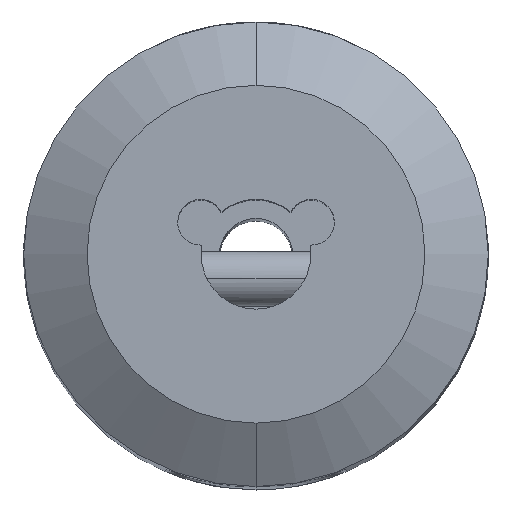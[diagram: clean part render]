
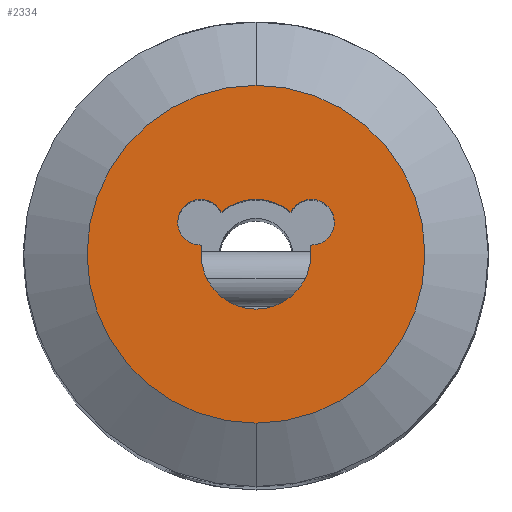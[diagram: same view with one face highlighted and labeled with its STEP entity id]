
A CAD part, top view. The second image highlights one B-rep face of the part: STEP entity #2334.
In plain terms, the highlighted planar face has unit normal (0, 0, 1).
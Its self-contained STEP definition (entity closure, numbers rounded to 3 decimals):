
#47 = VERTEX_POINT ( 'NONE', #3746 ) ;
#209 = VERTEX_POINT ( 'NONE', #1077 ) ;
#238 = DIRECTION ( 'NONE',  ( 1., 0., 0. ) ) ;
#294 = DIRECTION ( 'NONE',  ( 0., 0., 1. ) ) ;
#317 = CIRCLE ( 'NONE', #2345, 3. ) ;
#347 = ORIENTED_EDGE ( 'NONE', *, *, #2232, .T. ) ;
#356 = VERTEX_POINT ( 'NONE', #1760 ) ;
#388 = VERTEX_POINT ( 'NONE', #1145 ) ;
#443 = DIRECTION ( 'NONE',  ( 0., -1., 0. ) ) ;
#494 = CARTESIAN_POINT ( 'NONE',  ( 0., 0., 0. ) ) ;
#555 = AXIS2_PLACEMENT_3D ( 'NONE', #633, #2751, #3080 ) ;
#557 = DIRECTION ( 'NONE',  ( 0., 0., 1. ) ) ;
#593 = EDGE_CURVE ( 'NONE', #209, #3668, #968, .T. ) ;
#632 = ORIENTED_EDGE ( 'NONE', *, *, #593, .F. ) ;
#633 = CARTESIAN_POINT ( 'NONE',  ( 0., 0., 0. ) ) ;
#720 = EDGE_LOOP ( 'NONE', ( #632, #3397, #1342, #3159, #3770, #3796, #2316 ) ) ;
#819 = DIRECTION ( 'NONE',  ( 0., 0., 1. ) ) ;
#867 = EDGE_CURVE ( 'NONE', #1338, #356, #2169, .T. ) ;
#879 = CIRCLE ( 'NONE', #3531, 1.25 ) ;
#968 = CIRCLE ( 'NONE', #2005, 1.25 ) ;
#1077 = CARTESIAN_POINT ( 'NONE',  ( -1.914, 2.31, 0. ) ) ;
#1145 = CARTESIAN_POINT ( 'NONE',  ( 2.958, 0.502, 0. ) ) ;
#1151 = CARTESIAN_POINT ( 'NONE',  ( 0., 0., 0. ) ) ;
#1165 = CIRCLE ( 'NONE', #2692, 9.236 ) ;
#1172 = VERTEX_POINT ( 'NONE', #2690 ) ;
#1214 = CARTESIAN_POINT ( 'NONE',  ( 0., 0., 0. ) ) ;
#1259 = EDGE_CURVE ( 'NONE', #3668, #1338, #2121, .T. ) ;
#1282 = EDGE_CURVE ( 'NONE', #356, #388, #317, .T. ) ;
#1338 = VERTEX_POINT ( 'NONE', #2080 ) ;
#1342 = ORIENTED_EDGE ( 'NONE', *, *, #1610, .F. ) ;
#1448 = CARTESIAN_POINT ( 'NONE',  ( 0., -9.236, 0. ) ) ;
#1488 = EDGE_CURVE ( 'NONE', #2640, #2910, #1165, .T. ) ;
#1497 = DIRECTION ( 'NONE',  ( 0., 0., 1. ) ) ;
#1514 = AXIS2_PLACEMENT_3D ( 'NONE', #1759, #2953, #238 ) ;
#1541 = DIRECTION ( 'NONE',  ( 0., 0., 1. ) ) ;
#1610 = EDGE_CURVE ( 'NONE', #1172, #47, #3261, .T. ) ;
#1639 = AXIS2_PLACEMENT_3D ( 'NONE', #2944, #1751, #3600 ) ;
#1746 = FACE_BOUND ( 'NONE', #720, .T. ) ;
#1751 = DIRECTION ( 'NONE',  ( 0., 0., 1. ) ) ;
#1759 = CARTESIAN_POINT ( 'NONE',  ( 0., 0., 0. ) ) ;
#1760 = CARTESIAN_POINT ( 'NONE',  ( 3., 0., 0. ) ) ;
#1777 = AXIS2_PLACEMENT_3D ( 'NONE', #494, #2588, #443 ) ;
#1804 = DIRECTION ( 'NONE',  ( 1., 0., 0. ) ) ;
#1828 = CARTESIAN_POINT ( 'NONE',  ( 3.031, 1.75, 0. ) ) ;
#1847 = CARTESIAN_POINT ( 'NONE',  ( -3.031, 1.75, 0. ) ) ;
#1929 = CARTESIAN_POINT ( 'NONE',  ( -2.958, 0.502, 0. ) ) ;
#2005 = AXIS2_PLACEMENT_3D ( 'NONE', #1847, #1541, #3673 ) ;
#2065 = PLANE ( 'NONE',  #2320 ) ;
#2080 = CARTESIAN_POINT ( 'NONE',  ( -3., 0., 0. ) ) ;
#2101 = CARTESIAN_POINT ( 'NONE',  ( 3.031, 1.75, 0. ) ) ;
#2121 = CIRCLE ( 'NONE', #1514, 3. ) ;
#2169 = CIRCLE ( 'NONE', #1639, 3. ) ;
#2232 = EDGE_CURVE ( 'NONE', #2910, #2640, #2934, .T. ) ;
#2316 = ORIENTED_EDGE ( 'NONE', *, *, #1259, .F. ) ;
#2320 = AXIS2_PLACEMENT_3D ( 'NONE', #1151, #819, #3282 ) ;
#2334 = ADVANCED_FACE ( 'NONE', ( #1746, #3843 ), #2065, .T. ) ;
#2345 = AXIS2_PLACEMENT_3D ( 'NONE', #3263, #2993, #3876 ) ;
#2429 = DIRECTION ( 'NONE',  ( 0., -1., 0. ) ) ;
#2477 = EDGE_CURVE ( 'NONE', #388, #1172, #879, .T. ) ;
#2588 = DIRECTION ( 'NONE',  ( 0., 0., 1. ) ) ;
#2640 = VERTEX_POINT ( 'NONE', #3410 ) ;
#2690 = CARTESIAN_POINT ( 'NONE',  ( 4.281, 1.75, 0. ) ) ;
#2692 = AXIS2_PLACEMENT_3D ( 'NONE', #1214, #1497, #2429 ) ;
#2700 = DIRECTION ( 'NONE',  ( 1., 0., 0. ) ) ;
#2751 = DIRECTION ( 'NONE',  ( 0., 0., 1. ) ) ;
#2894 = AXIS2_PLACEMENT_3D ( 'NONE', #1828, #557, #1804 ) ;
#2910 = VERTEX_POINT ( 'NONE', #1448 ) ;
#2934 = CIRCLE ( 'NONE', #1777, 9.236 ) ;
#2944 = CARTESIAN_POINT ( 'NONE',  ( 0., 0., 0. ) ) ;
#2953 = DIRECTION ( 'NONE',  ( 0., 0., 1. ) ) ;
#2993 = DIRECTION ( 'NONE',  ( 0., 0., 1. ) ) ;
#3041 = EDGE_CURVE ( 'NONE', #47, #209, #3451, .T. ) ;
#3080 = DIRECTION ( 'NONE',  ( 1., 0., 0. ) ) ;
#3159 = ORIENTED_EDGE ( 'NONE', *, *, #2477, .F. ) ;
#3261 = CIRCLE ( 'NONE', #2894, 1.25 ) ;
#3263 = CARTESIAN_POINT ( 'NONE',  ( 0., 0., 0. ) ) ;
#3282 = DIRECTION ( 'NONE',  ( 0., -1., 0. ) ) ;
#3382 = ORIENTED_EDGE ( 'NONE', *, *, #1488, .T. ) ;
#3397 = ORIENTED_EDGE ( 'NONE', *, *, #3041, .F. ) ;
#3410 = CARTESIAN_POINT ( 'NONE',  ( 0., 9.236, 0. ) ) ;
#3451 = CIRCLE ( 'NONE', #555, 3. ) ;
#3530 = EDGE_LOOP ( 'NONE', ( #3382, #347 ) ) ;
#3531 = AXIS2_PLACEMENT_3D ( 'NONE', #2101, #294, #2700 ) ;
#3600 = DIRECTION ( 'NONE',  ( 1., 0., 0. ) ) ;
#3668 = VERTEX_POINT ( 'NONE', #1929 ) ;
#3673 = DIRECTION ( 'NONE',  ( -1., 0., 0. ) ) ;
#3746 = CARTESIAN_POINT ( 'NONE',  ( 1.914, 2.31, 0. ) ) ;
#3770 = ORIENTED_EDGE ( 'NONE', *, *, #1282, .F. ) ;
#3796 = ORIENTED_EDGE ( 'NONE', *, *, #867, .F. ) ;
#3843 = FACE_OUTER_BOUND ( 'NONE', #3530, .T. ) ;
#3876 = DIRECTION ( 'NONE',  ( 1., 0., 0. ) ) ;
